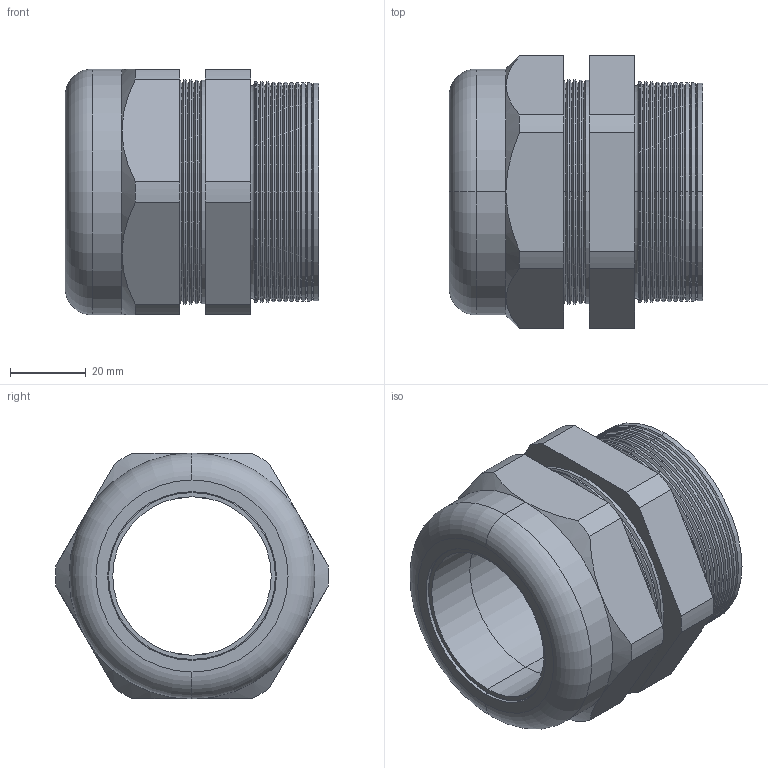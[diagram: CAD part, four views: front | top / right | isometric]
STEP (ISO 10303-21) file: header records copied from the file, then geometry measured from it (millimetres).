
FILE_DESCRIPTION (( 'STEP AP203' ), '1' );
FILE_NAME ('CD48CA-BK.STEP', '2008-05-23T12:09:56', ( 'Baystate01' ), ( 'Baystate' ), 'SwSTEP 2.0', 'SolidWorks 2007', '' );
FILE_SCHEMA (( 'CONFIG_CONTROL_DESIGN' ));
Length unit declared in the file: inch
Products named in the file (1): CD48CA-BK
Bounding box: 67.06 x 72.15 x 65.02 mm (x, y, z)
Volume: 115202.8 mm3; surface area: 35051.9 mm2
Topology: 2 solids, 2 shells, 146 faces, 312 edges, 174 vertices
Faces by surface type: cone 96, cylinder 22, plane 20, torus 8
Entity records: 4043 total; most frequent: DIRECTION 752, CARTESIAN_POINT 737, ORIENTED_EDGE 624, EDGE_CURVE 312, AXIS2_PLACEMENT_3D 305, VERTEX_POINT 174, CIRCLE 158, EDGE_LOOP 154
